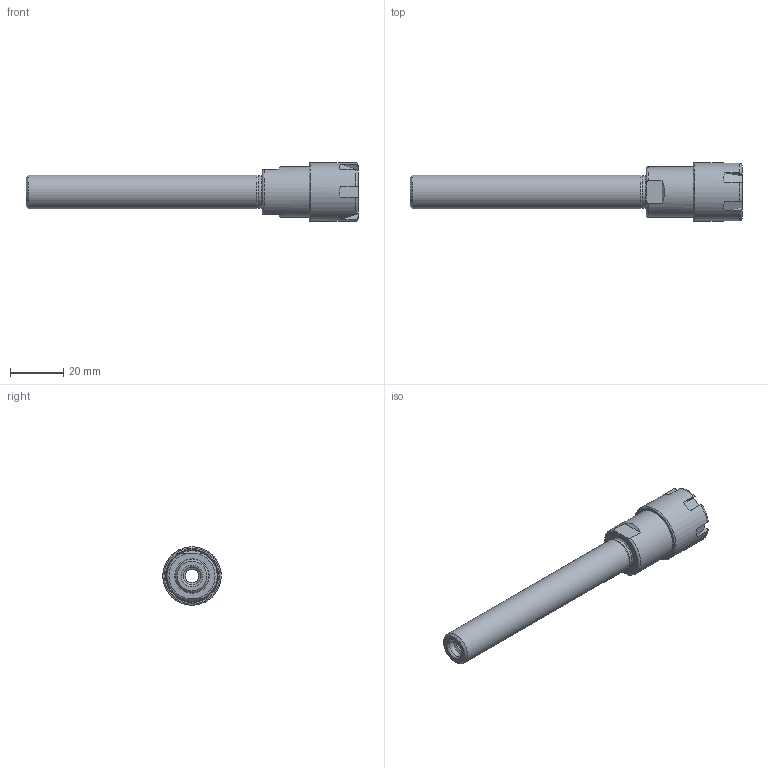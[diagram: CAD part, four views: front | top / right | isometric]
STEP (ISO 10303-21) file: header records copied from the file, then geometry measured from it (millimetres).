
FILE_DESCRIPTION(/* description */ (''),/* implementation_level */ '2;1');
FILE_NAME(/* name */ 'C050-ER16M-0350.stp',/* time_stamp */ '2025-01-21T09:19:35+08:00',/* author */ ('Administrator'),/* organization */ (''),/* preprocessor_version */ 'ST-DEVELOPER v20',/* originating_system */ 'Autodesk Inventor 2025',/* authorisation */ '');
FILE_SCHEMA (('AUTOMOTIVE_DESIGN { 1 0 10303 214 3 1 1 }'));
Length unit declared in the file: millimetre
Products named in the file (3): C050-ER16M-0350; C050-ER16M-0350_1; ER16M (GL) 压帽
Assembly tree (2 placements, depth 2):
  C050-ER16M-0350
    C050-ER16M-0350_1
    ER16M (GL) 压帽
Bounding box: 125 x 22 x 22 mm (x, y, z)
Volume: 16072.3 mm3; surface area: 10500.6 mm2
Topology: 2 solids, 2 shells, 71 faces, 182 edges, 118 vertices
Faces by surface type: plane 33, torus 14, cylinder 13, cone 11
Full cylindrical faces by diameter (mm): 4.917 x1, 6.5 x1, 10.5 x1, 12.1 x1, 12.5 x1, 12.7 x1, 16.65 x1, 17.917 x1, 19 x1, 19.3 x2, 22 x1
Entity records: 2476 total; most frequent: CARTESIAN_POINT 604, DIRECTION 395, ORIENTED_EDGE 364, EDGE_CURVE 182, AXIS2_PLACEMENT_3D 161, VERTEX_POINT 118, EDGE_LOOP 78, CIRCLE 76
